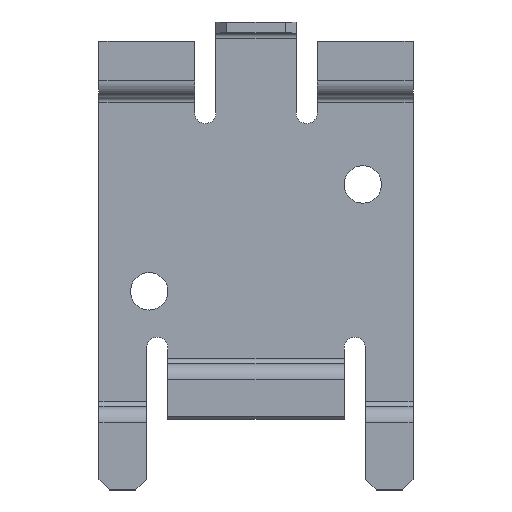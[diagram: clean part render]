
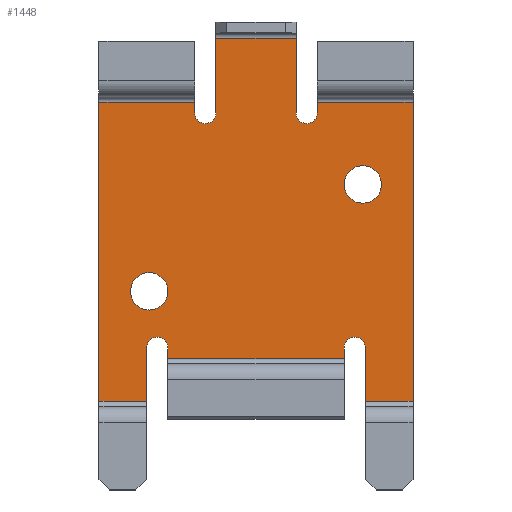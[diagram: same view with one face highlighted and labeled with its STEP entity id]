
A CAD part, top view. The second image highlights one B-rep face of the part: STEP entity #1448.
In plain terms, the highlighted planar face has unit normal (0, 0, 1).
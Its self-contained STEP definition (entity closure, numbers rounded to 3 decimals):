
#74=CIRCLE('',#1561,1.75);
#75=CIRCLE('',#1562,1.75);
#76=CIRCLE('',#1563,1.);
#77=CIRCLE('',#1564,1.);
#78=CIRCLE('',#1565,1.);
#79=CIRCLE('',#1566,1.);
#210=ORIENTED_EDGE('',*,*,#625,.F.);
#211=ORIENTED_EDGE('',*,*,#626,.F.);
#212=ORIENTED_EDGE('',*,*,#624,.T.);
#213=ORIENTED_EDGE('',*,*,#593,.F.);
#214=ORIENTED_EDGE('',*,*,#627,.F.);
#215=ORIENTED_EDGE('',*,*,#628,.F.);
#216=ORIENTED_EDGE('',*,*,#629,.T.);
#217=ORIENTED_EDGE('',*,*,#630,.T.);
#218=ORIENTED_EDGE('',*,*,#631,.F.);
#219=ORIENTED_EDGE('',*,*,#632,.F.);
#220=ORIENTED_EDGE('',*,*,#633,.F.);
#221=ORIENTED_EDGE('',*,*,#634,.F.);
#222=ORIENTED_EDGE('',*,*,#635,.F.);
#223=ORIENTED_EDGE('',*,*,#636,.F.);
#224=ORIENTED_EDGE('',*,*,#637,.F.);
#225=ORIENTED_EDGE('',*,*,#638,.F.);
#226=ORIENTED_EDGE('',*,*,#639,.F.);
#227=ORIENTED_EDGE('',*,*,#559,.F.);
#228=ORIENTED_EDGE('',*,*,#640,.T.);
#229=ORIENTED_EDGE('',*,*,#572,.F.);
#230=ORIENTED_EDGE('',*,*,#641,.F.);
#231=ORIENTED_EDGE('',*,*,#583,.F.);
#559=EDGE_CURVE('',#775,#776,#918,.T.);
#572=EDGE_CURVE('',#787,#788,#926,.T.);
#583=EDGE_CURVE('',#798,#799,#933,.T.);
#593=EDGE_CURVE('',#808,#809,#941,.T.);
#624=EDGE_CURVE('',#798,#809,#965,.T.);
#625=EDGE_CURVE('',#829,#829,#74,.T.);
#626=EDGE_CURVE('',#830,#830,#75,.T.);
#627=EDGE_CURVE('',#831,#808,#76,.F.);
#628=EDGE_CURVE('',#832,#831,#966,.T.);
#629=EDGE_CURVE('',#832,#833,#967,.T.);
#630=EDGE_CURVE('',#833,#834,#968,.T.);
#631=EDGE_CURVE('',#835,#834,#969,.T.);
#632=EDGE_CURVE('',#836,#835,#970,.T.);
#633=EDGE_CURVE('',#837,#836,#77,.F.);
#634=EDGE_CURVE('',#838,#837,#971,.T.);
#635=EDGE_CURVE('',#839,#838,#972,.T.);
#636=EDGE_CURVE('',#840,#839,#973,.T.);
#637=EDGE_CURVE('',#841,#840,#78,.F.);
#638=EDGE_CURVE('',#842,#841,#974,.T.);
#639=EDGE_CURVE('',#776,#842,#975,.T.);
#640=EDGE_CURVE('',#775,#788,#976,.T.);
#641=EDGE_CURVE('',#799,#787,#79,.F.);
#775=VERTEX_POINT('',#2122);
#776=VERTEX_POINT('',#2124);
#787=VERTEX_POINT('',#2148);
#788=VERTEX_POINT('',#2150);
#798=VERTEX_POINT('',#2171);
#799=VERTEX_POINT('',#2173);
#808=VERTEX_POINT('',#2192);
#809=VERTEX_POINT('',#2194);
#829=VERTEX_POINT('',#2253);
#830=VERTEX_POINT('',#2255);
#831=VERTEX_POINT('',#2257);
#832=VERTEX_POINT('',#2259);
#833=VERTEX_POINT('',#2261);
#834=VERTEX_POINT('',#2263);
#835=VERTEX_POINT('',#2265);
#836=VERTEX_POINT('',#2267);
#837=VERTEX_POINT('',#2269);
#838=VERTEX_POINT('',#2271);
#839=VERTEX_POINT('',#2273);
#840=VERTEX_POINT('',#2275);
#841=VERTEX_POINT('',#2277);
#842=VERTEX_POINT('',#2279);
#918=LINE('',#2123,#1079);
#926=LINE('',#2149,#1087);
#933=LINE('',#2172,#1094);
#941=LINE('',#2193,#1102);
#965=LINE('',#2250,#1126);
#966=LINE('',#2258,#1127);
#967=LINE('',#2260,#1128);
#968=LINE('',#2262,#1129);
#969=LINE('',#2264,#1130);
#970=LINE('',#2266,#1131);
#971=LINE('',#2270,#1132);
#972=LINE('',#2272,#1133);
#973=LINE('',#2274,#1134);
#974=LINE('',#2278,#1135);
#975=LINE('',#2280,#1136);
#976=LINE('',#2281,#1137);
#1079=VECTOR('',#1687,1000.);
#1087=VECTOR('',#1707,1000.);
#1094=VECTOR('',#1724,1000.);
#1102=VECTOR('',#1738,1000.);
#1126=VECTOR('',#1788,1000.);
#1127=VECTOR('',#1797,1000.);
#1128=VECTOR('',#1798,1000.);
#1129=VECTOR('',#1799,1000.);
#1130=VECTOR('',#1800,1000.);
#1131=VECTOR('',#1801,1000.);
#1132=VECTOR('',#1804,1000.);
#1133=VECTOR('',#1805,1000.);
#1134=VECTOR('',#1806,1000.);
#1135=VECTOR('',#1809,1000.);
#1136=VECTOR('',#1810,1000.);
#1137=VECTOR('',#1811,1000.);
#1241=EDGE_LOOP('',(#210));
#1242=EDGE_LOOP('',(#211));
#1243=EDGE_LOOP('',(#212,#213,#214,#215,#216,#217,#218,#219,#220,#221,#222,
#223,#224,#225,#226,#227,#228,#229,#230,#231));
#1322=FACE_BOUND('',#1241,.T.);
#1323=FACE_BOUND('',#1242,.T.);
#1324=FACE_BOUND('',#1243,.T.);
#1399=PLANE('',#1560);
#1448=ADVANCED_FACE('',(#1322,#1323,#1324),#1399,.F.);
#1560=AXIS2_PLACEMENT_3D('',#2251,#1789,#1790);
#1561=AXIS2_PLACEMENT_3D('',#2252,#1791,#1792);
#1562=AXIS2_PLACEMENT_3D('',#2254,#1793,#1794);
#1563=AXIS2_PLACEMENT_3D('',#2256,#1795,#1796);
#1564=AXIS2_PLACEMENT_3D('',#2268,#1802,#1803);
#1565=AXIS2_PLACEMENT_3D('',#2276,#1807,#1808);
#1566=AXIS2_PLACEMENT_3D('',#2282,#1812,#1813);
#1687=DIRECTION('',(0.,-1.,0.));
#1707=DIRECTION('',(0.,1.,0.));
#1724=DIRECTION('',(0.,-1.,0.));
#1738=DIRECTION('',(0.,1.,0.));
#1788=DIRECTION('',(-1.,0.,0.));
#1789=DIRECTION('',(0.,0.,-1.));
#1790=DIRECTION('',(-1.,0.,0.));
#1791=DIRECTION('',(0.,0.,1.));
#1792=DIRECTION('',(1.,0.,0.));
#1793=DIRECTION('',(0.,0.,1.));
#1794=DIRECTION('',(1.,0.,0.));
#1795=DIRECTION('',(0.,0.,-1.));
#1796=DIRECTION('',(-1.,0.,0.));
#1797=DIRECTION('',(0.,-1.,0.));
#1798=DIRECTION('',(-1.,0.,0.));
#1799=DIRECTION('',(0.,-1.,0.));
#1800=DIRECTION('',(-1.,0.,0.));
#1801=DIRECTION('',(0.,-1.,0.));
#1802=DIRECTION('',(0.,0.,-1.));
#1803=DIRECTION('',(-1.,0.,0.));
#1804=DIRECTION('',(0.,1.,0.));
#1805=DIRECTION('',(-1.,0.,0.));
#1806=DIRECTION('',(0.,-1.,0.));
#1807=DIRECTION('',(0.,0.,-1.));
#1808=DIRECTION('',(-1.,0.,0.));
#1809=DIRECTION('',(0.,1.,0.));
#1810=DIRECTION('',(-1.,0.,0.));
#1811=DIRECTION('',(-1.,0.,0.));
#1812=DIRECTION('',(0.,0.,-1.));
#1813=DIRECTION('',(-1.,0.,0.));
#2122=CARTESIAN_POINT('',(14.7,36.3,1.));
#2123=CARTESIAN_POINT('',(14.7,10.8,1.));
#2124=CARTESIAN_POINT('',(14.7,8.3,1.));
#2148=CARTESIAN_POINT('',(5.75,35.3,1.));
#2149=CARTESIAN_POINT('',(5.75,36.3,1.));
#2150=CARTESIAN_POINT('',(5.75,36.3,1.));
#2171=CARTESIAN_POINT('',(3.75,42.3,1.));
#2172=CARTESIAN_POINT('',(3.75,36.3,1.));
#2173=CARTESIAN_POINT('',(3.75,35.3,1.));
#2192=CARTESIAN_POINT('',(-3.75,35.3,1.));
#2193=CARTESIAN_POINT('',(-3.75,36.3,1.));
#2194=CARTESIAN_POINT('',(-3.75,42.3,1.));
#2250=CARTESIAN_POINT('',(14.7,42.3,1.));
#2251=CARTESIAN_POINT('',(14.7,42.3,1.));
#2252=CARTESIAN_POINT('',(-10.,18.6,1.));
#2253=CARTESIAN_POINT('',(-8.25,18.6,1.));
#2254=CARTESIAN_POINT('',(10.,28.6,1.));
#2255=CARTESIAN_POINT('',(11.75,28.6,1.));
#2256=CARTESIAN_POINT('',(-4.75,35.3,1.));
#2257=CARTESIAN_POINT('',(-5.75,35.3,1.));
#2258=CARTESIAN_POINT('',(-5.75,36.3,1.));
#2259=CARTESIAN_POINT('',(-5.75,36.3,1.));
#2260=CARTESIAN_POINT('',(14.7,36.3,1.));
#2261=CARTESIAN_POINT('',(-14.7,36.3,1.));
#2262=CARTESIAN_POINT('',(-14.7,36.3,1.));
#2263=CARTESIAN_POINT('',(-14.7,8.3,1.));
#2264=CARTESIAN_POINT('',(14.7,8.3,1.));
#2265=CARTESIAN_POINT('',(-10.25,8.3,1.));
#2266=CARTESIAN_POINT('',(-10.25,10.8,1.));
#2267=CARTESIAN_POINT('',(-10.25,13.3,1.));
#2268=CARTESIAN_POINT('',(-9.25,13.3,1.));
#2269=CARTESIAN_POINT('',(-8.25,13.3,1.));
#2270=CARTESIAN_POINT('',(-8.25,36.3,1.));
#2271=CARTESIAN_POINT('',(-8.25,12.3,1.));
#2272=CARTESIAN_POINT('',(14.7,12.3,1.));
#2273=CARTESIAN_POINT('',(8.25,12.3,1.));
#2274=CARTESIAN_POINT('',(8.25,36.3,1.));
#2275=CARTESIAN_POINT('',(8.25,13.3,1.));
#2276=CARTESIAN_POINT('',(9.25,13.3,1.));
#2277=CARTESIAN_POINT('',(10.25,13.3,1.));
#2278=CARTESIAN_POINT('',(10.25,10.8,1.));
#2279=CARTESIAN_POINT('',(10.25,8.3,1.));
#2280=CARTESIAN_POINT('',(14.7,8.3,1.));
#2281=CARTESIAN_POINT('',(14.7,36.3,1.));
#2282=CARTESIAN_POINT('',(4.75,35.3,1.));
